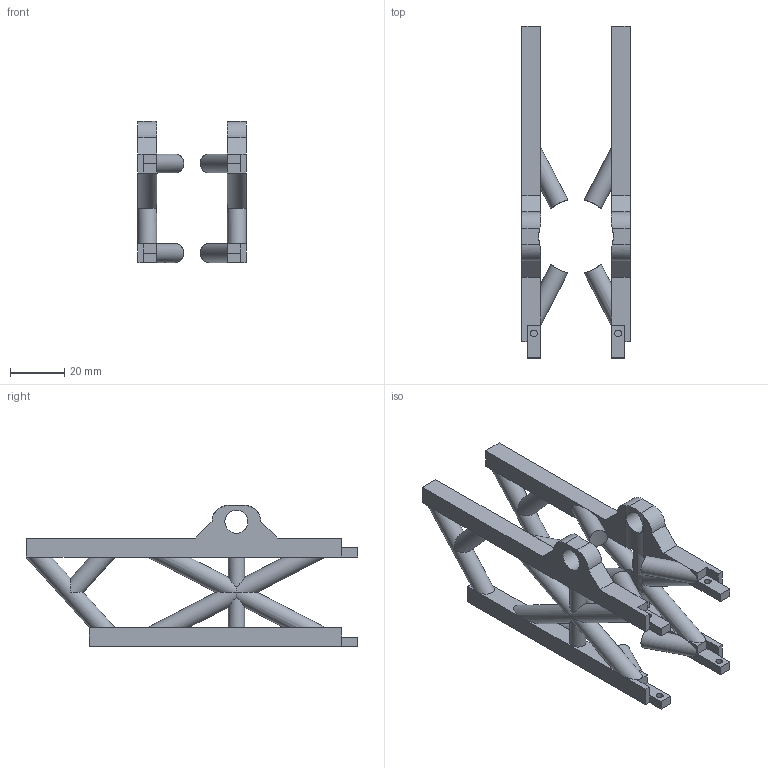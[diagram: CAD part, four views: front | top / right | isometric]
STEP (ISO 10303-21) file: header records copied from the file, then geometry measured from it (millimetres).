
FILE_DESCRIPTION(/* description */ (''),/* implementation_level */ '2;1');
FILE_NAME(/* name */ 'Jib_Counterweight_end_1.step',/* time_stamp */ '2025-11-26T20:44:40+07:00',/* author */ (''),/* organization */ (''),/* preprocessor_version */ 'ST-DEVELOPER v20.1',/* originating_system */ 'Autodesk Translation Framework v14.21.0.0',/* authorisation */ '');
FILE_SCHEMA (('AUTOMOTIVE_DESIGN { 1 0 10303 214 3 1 1 }'));
Length unit declared in the file: millimetre
Products named in the file (1): Jib_Counterweight_end
Bounding box: 40 x 122.25 x 52 mm (x, y, z)
Volume: 40134.4 mm3; surface area: 22062.9 mm2
Topology: 2 solids, 2 shells, 136 faces, 399 edges, 247 vertices
Faces by surface type: plane 90, cylinder 46
Full cylindrical faces by diameter (mm): 2.5 x4, 4 x2, 7 x20, 8.5 x2
Entity records: 5198 total; most frequent: CARTESIAN_POINT 1478, ORIENTED_EDGE 798, DIRECTION 764, EDGE_CURVE 399, AXIS2_PLACEMENT_3D 267, VERTEX_POINT 247, LINE 230, VECTOR 230
